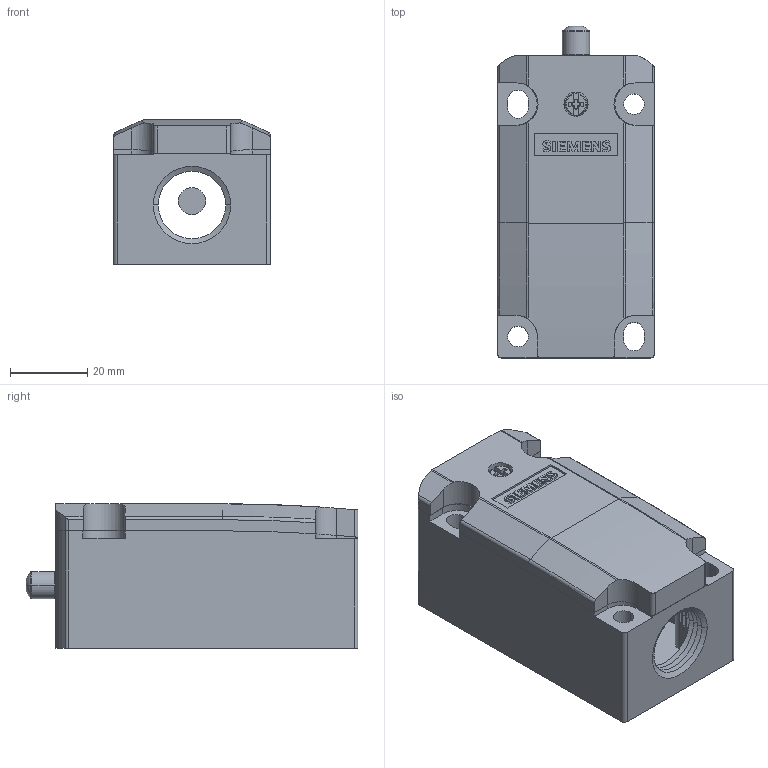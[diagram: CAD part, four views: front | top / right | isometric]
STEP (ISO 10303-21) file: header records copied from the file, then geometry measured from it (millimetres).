
FILE_DESCRIPTION(('STEP AP214'),'1');
FILE_NAME('cctmp_ABA0F656-AE86-4369-8DFB-27DC31CA978A_2023_07_21_11_43_34_0176..stp','2023-07-21T09:43:34',('SIEMENS A&D'),('CADClick - www.CADClick.com'),'Spatial InterOp 3D postprocessed',' ','unknown authorization');
FILE_SCHEMA(('AUTOMOTIVE_DESIGN'));
Length unit declared in the file: millimetre
Products named in the file (5): cc_unnamed; 2023_07_21_11_43_34_0148; 2023_07_21_11_43_34_0144; 2023_07_21_11_43_34_0140; 2023_07_21_11_43_34_0136
Assembly tree (4 placements, depth 2):
  cc_unnamed
    2023_07_21_11_43_34_0148
    2023_07_21_11_43_34_0144
    2023_07_21_11_43_34_0140
    2023_07_21_11_43_34_0136
Bounding box: 40.52 x 85.7 x 37.3 mm (x, y, z)
Volume: 56400.5 mm3; surface area: 27641.5 mm2
Topology: 4 solids, 4 shells, 311 faces, 833 edges, 542 vertices
Faces by surface type: plane 160, cylinder 97, cone 40, torus 14
Entity records: 16659 total; most frequent: CARTESIAN_POINT 2175, STYLED_ITEM 1690, PRESENTATION_STYLE_ASSIGNMENT 1690, DIRECTION 1667, ORIENTED_EDGE 1666, EDGE_CURVE 833, CURVE_STYLE 833, DRAUGHTING_PRE_DEFINED_CURVE_FONT 833
